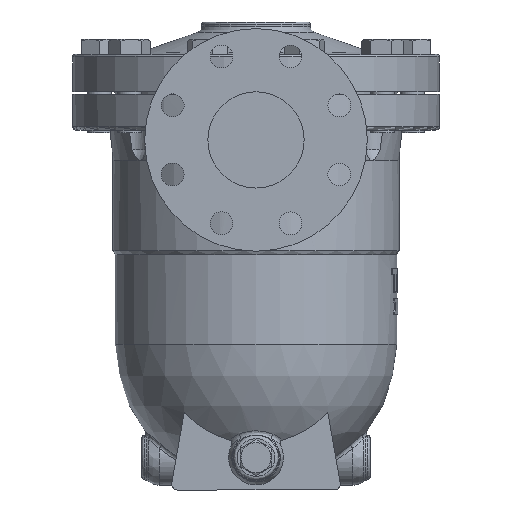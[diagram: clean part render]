
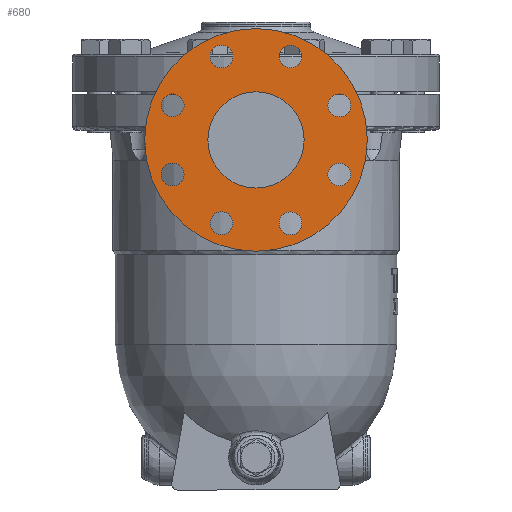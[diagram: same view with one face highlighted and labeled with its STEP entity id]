
A CAD part, left-side view. The second image highlights one B-rep face of the part: STEP entity #680.
In plain terms, the highlighted free-form (B-spline) face has degree [1, 1] with [2, 2] control points.
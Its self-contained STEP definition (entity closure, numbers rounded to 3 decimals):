
#392=CARTESIAN_POINT('',(-241.,0.0,-78.));
#393=VERTEX_POINT('',#392);
#394=CARTESIAN_POINT('',(-241.,0.0,-38.));
#395=DIRECTION('',(1.0,0.0,0.0));
#396=DIRECTION('',(0.0,0.0,-1.0));
#397=AXIS2_PLACEMENT_3D('',#394,#395,#396);
#398=CIRCLE('',#397,40.0);
#399=EDGE_CURVE('',#393,#393,#398,.T.);
#470=CARTESIAN_POINT('',(-241.0,0.0,54.5));
#471=VERTEX_POINT('',#470);
#472=CARTESIAN_POINT('',(-241.,0.0,-38.));
#473=DIRECTION('',(-1.0,0.0,0.0));
#474=DIRECTION('',(0.0,0.0,1.0));
#475=AXIS2_PLACEMENT_3D('',#472,#473,#474);
#476=CIRCLE('',#475,92.5);
#477=EDGE_CURVE('',#471,#471,#476,.T.);
#493=CARTESIAN_POINT('',(-241.,-21.984,24.573));
#494=VERTEX_POINT('',#493);
#495=CARTESIAN_POINT('',(-241.,-28.701,31.291));
#496=DIRECTION('',(1.0,0.,0.));
#497=DIRECTION('',(0.,0.707,-0.707));
#498=AXIS2_PLACEMENT_3D('',#495,#496,#497);
#499=CIRCLE('',#498,9.5);
#500=EDGE_CURVE('',#494,#494,#499,.T.);
#513=CARTESIAN_POINT('',(-241.,-59.791,-9.299));
#514=VERTEX_POINT('',#513);
#515=CARTESIAN_POINT('',(-241.,-69.291,-9.299));
#516=DIRECTION('',(1.0,0.0,0.0));
#517=DIRECTION('',(0.0,1.0,0.0));
#518=AXIS2_PLACEMENT_3D('',#515,#516,#517);
#519=CIRCLE('',#518,9.5);
#520=EDGE_CURVE('',#514,#514,#519,.T.);
#533=CARTESIAN_POINT('',(-241.,-62.573,-59.984));
#534=VERTEX_POINT('',#533);
#535=CARTESIAN_POINT('',(-241.,-69.291,-66.701));
#536=DIRECTION('',(1.0,0.,0.));
#537=DIRECTION('',(0.,0.707,0.707));
#538=AXIS2_PLACEMENT_3D('',#535,#536,#537);
#539=CIRCLE('',#538,9.5);
#540=EDGE_CURVE('',#534,#534,#539,.T.);
#553=CARTESIAN_POINT('',(-241.,-28.701,-97.791));
#554=VERTEX_POINT('',#553);
#555=CARTESIAN_POINT('',(-241.,-28.701,-107.291));
#556=DIRECTION('',(1.0,0.0,0.0));
#557=DIRECTION('',(0.0,0.0,1.0));
#558=AXIS2_PLACEMENT_3D('',#555,#556,#557);
#559=CIRCLE('',#558,9.5);
#560=EDGE_CURVE('',#554,#554,#559,.T.);
#573=CARTESIAN_POINT('',(-241.,21.984,-100.573));
#574=VERTEX_POINT('',#573);
#575=CARTESIAN_POINT('',(-241.,28.701,-107.291));
#576=DIRECTION('',(1.,0.,0.));
#577=DIRECTION('',(0.,-0.707,0.707));
#578=AXIS2_PLACEMENT_3D('',#575,#576,#577);
#579=CIRCLE('',#578,9.5);
#580=EDGE_CURVE('',#574,#574,#579,.T.);
#593=CARTESIAN_POINT('',(-241.,59.791,-66.701));
#594=VERTEX_POINT('',#593);
#595=CARTESIAN_POINT('',(-241.,69.291,-66.701));
#596=DIRECTION('',(1.0,0.0,0.0));
#597=DIRECTION('',(0.0,-1.0,0.0));
#598=AXIS2_PLACEMENT_3D('',#595,#596,#597);
#599=CIRCLE('',#598,9.5);
#600=EDGE_CURVE('',#594,#594,#599,.T.);
#613=CARTESIAN_POINT('',(-241.,62.573,-16.016));
#614=VERTEX_POINT('',#613);
#615=CARTESIAN_POINT('',(-241.,69.291,-9.299));
#616=DIRECTION('',(1.,0.,0.));
#617=DIRECTION('',(0.,-0.707,-0.707));
#618=AXIS2_PLACEMENT_3D('',#615,#616,#617);
#619=CIRCLE('',#618,9.5);
#620=EDGE_CURVE('',#614,#614,#619,.T.);
#633=CARTESIAN_POINT('',(-241.,28.701,21.791));
#634=VERTEX_POINT('',#633);
#635=CARTESIAN_POINT('',(-241.,28.701,31.291));
#636=DIRECTION('',(1.0,0.0,0.0));
#637=DIRECTION('',(0.0,0.0,-1.0));
#638=AXIS2_PLACEMENT_3D('',#635,#636,#637);
#639=CIRCLE('',#638,9.5);
#640=EDGE_CURVE('',#634,#634,#639,.T.);
#645=CARTESIAN_POINT('',(-241.,92.5,54.5));
#646=CARTESIAN_POINT('',(-241.,92.5,-130.5));
#647=CARTESIAN_POINT('',(-241.,-92.5,54.5));
#648=CARTESIAN_POINT('',(-241.,-92.5,-130.5));
#649=B_SPLINE_SURFACE_WITH_KNOTS('',1,1,((#645,#647),(#646,#648)),.UNSPECIFIED.,.F.,.F.,.U.,(2,2),(2,2),(0.0,185.0),(0.0,185.0),.UNSPECIFIED.);
#650=ORIENTED_EDGE('',*,*,#477,.T.);
#651=EDGE_LOOP('',(#650));
#652=FACE_OUTER_BOUND('',#651,.T.);
#653=ORIENTED_EDGE('',*,*,#399,.T.);
#654=EDGE_LOOP('',(#653));
#655=FACE_BOUND('',#654,.T.);
#656=ORIENTED_EDGE('',*,*,#500,.T.);
#657=EDGE_LOOP('',(#656));
#658=FACE_BOUND('',#657,.T.);
#659=ORIENTED_EDGE('',*,*,#520,.T.);
#660=EDGE_LOOP('',(#659));
#661=FACE_BOUND('',#660,.T.);
#662=ORIENTED_EDGE('',*,*,#540,.T.);
#663=EDGE_LOOP('',(#662));
#664=FACE_BOUND('',#663,.T.);
#665=ORIENTED_EDGE('',*,*,#560,.T.);
#666=EDGE_LOOP('',(#665));
#667=FACE_BOUND('',#666,.T.);
#668=ORIENTED_EDGE('',*,*,#580,.T.);
#669=EDGE_LOOP('',(#668));
#670=FACE_BOUND('',#669,.T.);
#671=ORIENTED_EDGE('',*,*,#600,.T.);
#672=EDGE_LOOP('',(#671));
#673=FACE_BOUND('',#672,.T.);
#674=ORIENTED_EDGE('',*,*,#620,.T.);
#675=EDGE_LOOP('',(#674));
#676=FACE_BOUND('',#675,.T.);
#677=ORIENTED_EDGE('',*,*,#640,.T.);
#678=EDGE_LOOP('',(#677));
#679=FACE_BOUND('',#678,.T.);
#680=ADVANCED_FACE('',(#652,#655,#658,#661,#664,#667,#670,#673,#676,#679),#649,.T.);
